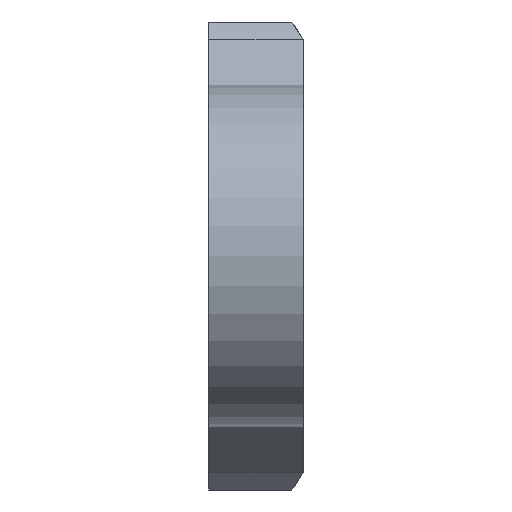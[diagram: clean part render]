
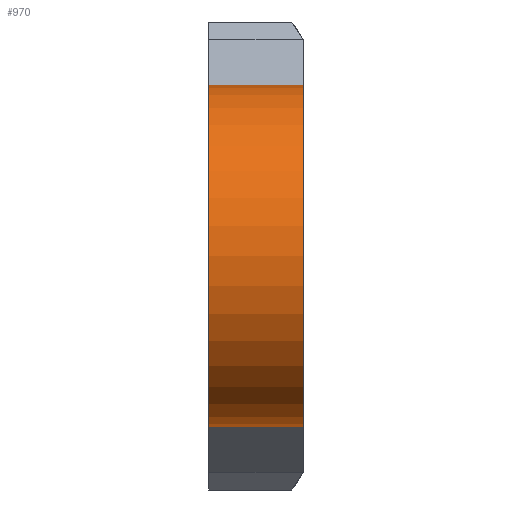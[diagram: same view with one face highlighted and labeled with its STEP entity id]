
A CAD part, front view. The second image highlights one B-rep face of the part: STEP entity #970.
In plain terms, the highlighted cylindrical face has radius 14.5 mm (diameter 29 mm), a partial arc.
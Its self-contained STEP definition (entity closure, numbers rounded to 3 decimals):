
#7 = CARTESIAN_POINT ( 'NONE',  ( -8.445, 0., -14.5 ) ) ;
#66 = DIRECTION ( 'NONE',  ( 1., 0., 0. ) ) ;
#89 = DIRECTION ( 'NONE',  ( 0., 0., -1. ) ) ;
#133 = VERTEX_POINT ( 'NONE', #7 ) ;
#135 = CARTESIAN_POINT ( 'NONE',  ( -8.445, 0., 0. ) ) ;
#143 = EDGE_CURVE ( 'NONE', #133, #842, #159, .T. ) ;
#152 = EDGE_CURVE ( 'NONE', #226, #842, #664, .T. ) ;
#159 = LINE ( 'NONE', #358, #1008 ) ;
#162 = CARTESIAN_POINT ( 'NONE',  ( -8.445, 0., 0. ) ) ;
#226 = VERTEX_POINT ( 'NONE', #402 ) ;
#238 = FACE_OUTER_BOUND ( 'NONE', #471, .T. ) ;
#277 = DIRECTION ( 'NONE',  ( 1., 0., 0. ) ) ;
#290 = ORIENTED_EDGE ( 'NONE', *, *, #143, .T. ) ;
#339 = EDGE_CURVE ( 'NONE', #578, #226, #775, .T. ) ;
#358 = CARTESIAN_POINT ( 'NONE',  ( -8.445, 0., -14.5 ) ) ;
#385 = ORIENTED_EDGE ( 'NONE', *, *, #152, .F. ) ;
#402 = CARTESIAN_POINT ( 'NONE',  ( -0.445, 0., 14.5 ) ) ;
#425 = EDGE_CURVE ( 'NONE', #578, #133, #708, .T. ) ;
#431 = AXIS2_PLACEMENT_3D ( 'NONE', #439, #277, #965 ) ;
#439 = CARTESIAN_POINT ( 'NONE',  ( -0.445, 0., 0. ) ) ;
#471 = EDGE_LOOP ( 'NONE', ( #385, #662, #853, #290 ) ) ;
#578 = VERTEX_POINT ( 'NONE', #814 ) ;
#662 = ORIENTED_EDGE ( 'NONE', *, *, #339, .F. ) ;
#664 = CIRCLE ( 'NONE', #431, 14.5 ) ;
#673 = DIRECTION ( 'NONE',  ( 1., 0., 0. ) ) ;
#708 = CIRCLE ( 'NONE', #725, 14.5 ) ;
#725 = AXIS2_PLACEMENT_3D ( 'NONE', #135, #795, #953 ) ;
#762 = VECTOR ( 'NONE', #930, 1000. ) ;
#775 = LINE ( 'NONE', #918, #762 ) ;
#795 = DIRECTION ( 'NONE',  ( 1., 0., 0. ) ) ;
#814 = CARTESIAN_POINT ( 'NONE',  ( -8.445, 0., 14.5 ) ) ;
#842 = VERTEX_POINT ( 'NONE', #905 ) ;
#853 = ORIENTED_EDGE ( 'NONE', *, *, #425, .T. ) ;
#887 = CYLINDRICAL_SURFACE ( 'NONE', #1011, 14.5 ) ;
#905 = CARTESIAN_POINT ( 'NONE',  ( -0.445, 0., -14.5 ) ) ;
#918 = CARTESIAN_POINT ( 'NONE',  ( -8.445, 0., 14.5 ) ) ;
#930 = DIRECTION ( 'NONE',  ( 1., 0., 0. ) ) ;
#953 = DIRECTION ( 'NONE',  ( 0., 0., -1. ) ) ;
#965 = DIRECTION ( 'NONE',  ( 0., 0., -1. ) ) ;
#970 = ADVANCED_FACE ( 'NONE', ( #238 ), #887, .T. ) ;
#1008 = VECTOR ( 'NONE', #673, 1000. ) ;
#1011 = AXIS2_PLACEMENT_3D ( 'NONE', #162, #66, #89 ) ;
